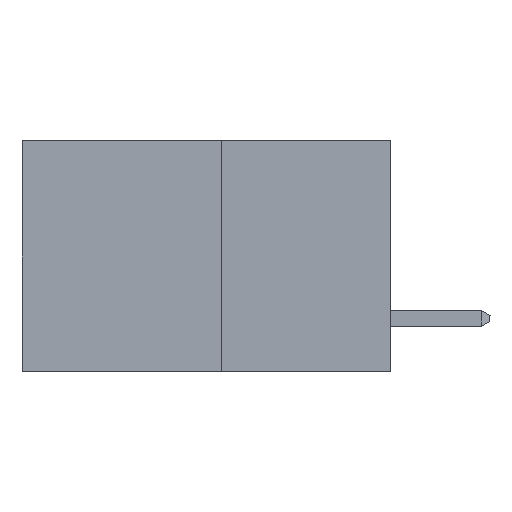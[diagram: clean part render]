
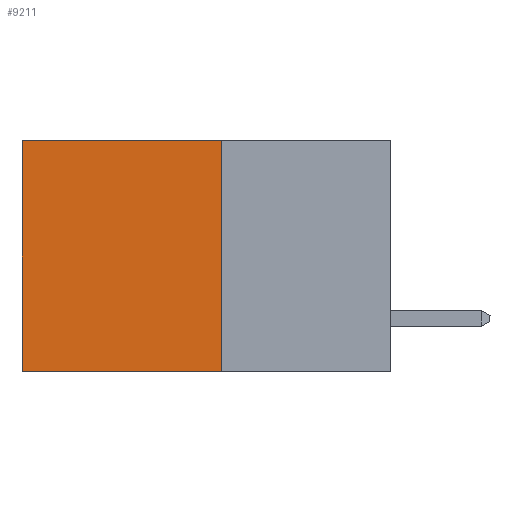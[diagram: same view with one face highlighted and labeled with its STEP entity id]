
A CAD part, left-side view. The second image highlights one B-rep face of the part: STEP entity #9211.
In plain terms, the highlighted planar face has unit normal (-1, 0, 0).
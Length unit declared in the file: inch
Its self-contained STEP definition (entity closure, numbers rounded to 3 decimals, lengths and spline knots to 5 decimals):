
#447 = VECTOR ( 'NONE', #1882, 39.37008 ) ;
#455 = LINE ( 'NONE', #7601, #4617 ) ;
#646 = VERTEX_POINT ( 'NONE', #1270 ) ;
#1159 = CARTESIAN_POINT ( 'NONE',  ( 0.277, 0.27, -0.37 ) ) ;
#1270 = CARTESIAN_POINT ( 'NONE',  ( 0.277, 0.59, -0.37 ) ) ;
#1695 = CARTESIAN_POINT ( 'NONE',  ( 0.277, 0.27, -0.37 ) ) ;
#1882 = DIRECTION ( 'NONE',  ( 0., 0., -1. ) ) ;
#1962 = EDGE_CURVE ( 'NONE', #8733, #646, #455, .T. ) ;
#2738 = ORIENTED_EDGE ( 'NONE', *, *, #3119, .F. ) ;
#3119 = EDGE_CURVE ( 'NONE', #8099, #9607, #8390, .T. ) ;
#3319 = EDGE_CURVE ( 'NONE', #8099, #8733, #8497, .T. ) ;
#3693 = DIRECTION ( 'NONE',  ( 1., 0., 0. ) ) ;
#4191 = ORIENTED_EDGE ( 'NONE', *, *, #1962, .T. ) ;
#4204 = ORIENTED_EDGE ( 'NONE', *, *, #3319, .T. ) ;
#4299 = DIRECTION ( 'NONE',  ( 0., 1., 0. ) ) ;
#4617 = VECTOR ( 'NONE', #5369, 39.37008 ) ;
#5369 = DIRECTION ( 'NONE',  ( 0., 0., -1. ) ) ;
#5513 = ORIENTED_EDGE ( 'NONE', *, *, #7377, .F. ) ;
#5545 = CARTESIAN_POINT ( 'NONE',  ( 0.277, 0.27, -0.37 ) ) ;
#5626 = EDGE_LOOP ( 'NONE', ( #4191, #5513, #2738, #4204 ) ) ;
#6381 = VECTOR ( 'NONE', #4299, 39.37008 ) ;
#6514 = DIRECTION ( 'NONE',  ( 0., 1., 0. ) ) ;
#6579 = VECTOR ( 'NONE', #6514, 39.37008 ) ;
#7061 = AXIS2_PLACEMENT_3D ( 'NONE', #7991, #3693, #8711 ) ;
#7377 = EDGE_CURVE ( 'NONE', #9607, #646, #8306, .T. ) ;
#7601 = CARTESIAN_POINT ( 'NONE',  ( 0.277, 0.59, -0.37 ) ) ;
#7918 = PLANE ( 'NONE',  #7061 ) ;
#7991 = CARTESIAN_POINT ( 'NONE',  ( 0.277, 0.27, -0.37 ) ) ;
#8099 = VERTEX_POINT ( 'NONE', #8646 ) ;
#8126 = FACE_OUTER_BOUND ( 'NONE', #5626, .T. ) ;
#8193 = CARTESIAN_POINT ( 'NONE',  ( 0.277, 0.27, 0. ) ) ;
#8306 = LINE ( 'NONE', #1159, #6381 ) ;
#8390 = LINE ( 'NONE', #1695, #447 ) ;
#8497 = LINE ( 'NONE', #8193, #6579 ) ;
#8646 = CARTESIAN_POINT ( 'NONE',  ( 0.277, 0.27, 0. ) ) ;
#8711 = DIRECTION ( 'NONE',  ( 0., 0., -1. ) ) ;
#8733 = VERTEX_POINT ( 'NONE', #9333 ) ;
#9211 = ADVANCED_FACE ( 'NONE', ( #8126 ), #7918, .F. ) ;
#9333 = CARTESIAN_POINT ( 'NONE',  ( 0.277, 0.59, 0. ) ) ;
#9607 = VERTEX_POINT ( 'NONE', #5545 ) ;
